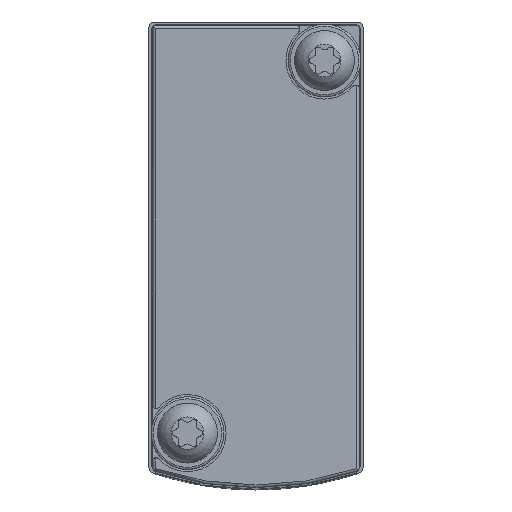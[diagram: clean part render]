
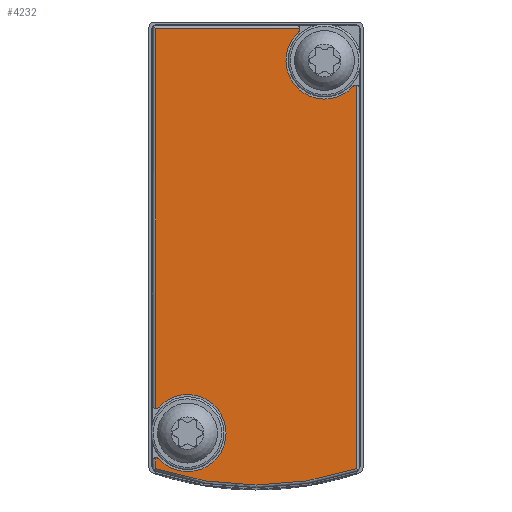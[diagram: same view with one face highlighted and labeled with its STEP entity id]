
A CAD part, front view. The second image highlights one B-rep face of the part: STEP entity #4232.
In plain terms, the highlighted planar face has unit normal (0, -1, 0).
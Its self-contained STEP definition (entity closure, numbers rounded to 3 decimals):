
#108=PLANE('',#4456);
#168=CIRCLE('',#4457,0.4);
#169=CIRCLE('',#4458,3.6);
#170=CIRCLE('',#4459,0.4);
#171=CIRCLE('',#4460,29.537);
#172=CIRCLE('',#4461,0.4);
#173=CIRCLE('',#4462,3.6);
#174=CIRCLE('',#4463,0.4);
#405=LINE('',#6060,#533);
#406=LINE('',#6069,#534);
#407=LINE('',#6073,#535);
#408=LINE('',#6081,#536);
#533=VECTOR('',#4939,1000.);
#534=VECTOR('',#4946,1000.);
#535=VECTOR('',#4949,1000.);
#536=VECTOR('',#4956,1000.);
#685=ORIENTED_EDGE('',*,*,#1513,.T.);
#686=ORIENTED_EDGE('',*,*,#1514,.F.);
#687=ORIENTED_EDGE('',*,*,#1515,.T.);
#688=ORIENTED_EDGE('',*,*,#1516,.F.);
#689=ORIENTED_EDGE('',*,*,#1517,.T.);
#690=ORIENTED_EDGE('',*,*,#1518,.T.);
#691=ORIENTED_EDGE('',*,*,#1519,.F.);
#692=ORIENTED_EDGE('',*,*,#1520,.F.);
#693=ORIENTED_EDGE('',*,*,#1521,.T.);
#694=ORIENTED_EDGE('',*,*,#1522,.F.);
#695=ORIENTED_EDGE('',*,*,#1523,.T.);
#1513=EDGE_CURVE('',#1924,#1925,#405,.F.);
#1514=EDGE_CURVE('',#1926,#1925,#168,.T.);
#1515=EDGE_CURVE('',#1926,#1927,#169,.T.);
#1516=EDGE_CURVE('',#1928,#1927,#170,.T.);
#1517=EDGE_CURVE('',#1928,#1929,#406,.F.);
#1518=EDGE_CURVE('',#1929,#1930,#171,.T.);
#1519=EDGE_CURVE('',#1931,#1930,#407,.F.);
#1520=EDGE_CURVE('',#1932,#1931,#172,.T.);
#1521=EDGE_CURVE('',#1932,#1933,#173,.T.);
#1522=EDGE_CURVE('',#1934,#1933,#174,.T.);
#1523=EDGE_CURVE('',#1934,#1924,#408,.T.);
#1924=VERTEX_POINT('',#6061);
#1925=VERTEX_POINT('',#6062);
#1926=VERTEX_POINT('',#6064);
#1927=VERTEX_POINT('',#6066);
#1928=VERTEX_POINT('',#6068);
#1929=VERTEX_POINT('',#6070);
#1930=VERTEX_POINT('',#6072);
#1931=VERTEX_POINT('',#6074);
#1932=VERTEX_POINT('',#6076);
#1933=VERTEX_POINT('',#6078);
#1934=VERTEX_POINT('',#6080);
#2256=EDGE_LOOP('',(#685,#686,#687,#688,#689,#690,#691,#692,#693,#694,#695));
#2556=FACE_BOUND('',#2256,.T.);
#4232=ADVANCED_FACE('',(#2556),#108,.F.);
#4456=AXIS2_PLACEMENT_3D('',#6059,#4937,#4938);
#4457=AXIS2_PLACEMENT_3D('',#6063,#4940,#4941);
#4458=AXIS2_PLACEMENT_3D('',#6065,#4942,#4943);
#4459=AXIS2_PLACEMENT_3D('',#6067,#4944,#4945);
#4460=AXIS2_PLACEMENT_3D('',#6071,#4947,#4948);
#4461=AXIS2_PLACEMENT_3D('',#6075,#4950,#4951);
#4462=AXIS2_PLACEMENT_3D('',#6077,#4952,#4953);
#4463=AXIS2_PLACEMENT_3D('',#6079,#4954,#4955);
#4937=DIRECTION('',(0.,1.,0.));
#4938=DIRECTION('',(0.,0.,1.));
#4939=DIRECTION('',(-1.,0.,0.));
#4940=DIRECTION('',(0.,1.,0.));
#4941=DIRECTION('',(1.,0.,0.));
#4942=DIRECTION('',(0.,1.,0.));
#4943=DIRECTION('',(1.,0.,0.));
#4944=DIRECTION('',(0.,1.,0.));
#4945=DIRECTION('',(1.,0.,0.));
#4946=DIRECTION('',(-1.,0.,0.));
#4947=DIRECTION('',(0.,-1.,0.));
#4948=DIRECTION('',(0.,0.,-1.));
#4949=DIRECTION('',(-1.,0.,0.));
#4950=DIRECTION('',(0.,1.,0.));
#4951=DIRECTION('',(1.,0.,0.));
#4952=DIRECTION('',(0.,1.,0.));
#4953=DIRECTION('',(1.,0.,0.));
#4954=DIRECTION('',(0.,1.,0.));
#4955=DIRECTION('',(1.,0.,0.));
#4956=DIRECTION('',(0.,0.,-1.));
#6059=CARTESIAN_POINT('',(-20.25,-13.2,-9.25));
#6060=CARTESIAN_POINT('',(25.,-13.2,-9.387));
#6061=CARTESIAN_POINT('',(-20.387,-13.2,-9.387));
#6062=CARTESIAN_POINT('',(15.097,-13.2,-9.387));
#6063=CARTESIAN_POINT('',(14.699,-13.2,-9.35));
#6064=CARTESIAN_POINT('',(14.969,-13.2,-9.055));
#6065=CARTESIAN_POINT('',(17.4,-13.2,-6.4));
#6066=CARTESIAN_POINT('',(19.831,-13.2,-9.055));
#6067=CARTESIAN_POINT('',(20.101,-13.2,-9.35));
#6068=CARTESIAN_POINT('',(19.703,-13.2,-9.387));
#6069=CARTESIAN_POINT('',(25.,-13.2,-9.387));
#6070=CARTESIAN_POINT('',(20.722,-13.2,-9.387));
#6071=CARTESIAN_POINT('',(-7.284,-13.2,0.));
#6072=CARTESIAN_POINT('',(20.722,-13.2,9.387));
#6073=CARTESIAN_POINT('',(25.,-13.2,9.387));
#6074=CARTESIAN_POINT('',(-15.097,-13.2,9.387));
#6075=CARTESIAN_POINT('',(-14.699,-13.2,9.35));
#6076=CARTESIAN_POINT('',(-14.969,-13.2,9.055));
#6077=CARTESIAN_POINT('',(-17.4,-13.2,6.4));
#6078=CARTESIAN_POINT('',(-20.055,-13.2,3.969));
#6079=CARTESIAN_POINT('',(-20.35,-13.2,3.699));
#6080=CARTESIAN_POINT('',(-20.387,-13.2,4.097));
#6081=CARTESIAN_POINT('',(-20.387,-13.2,10.));
